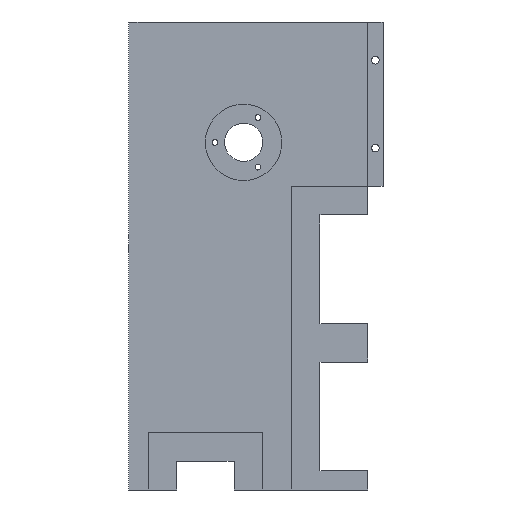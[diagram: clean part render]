
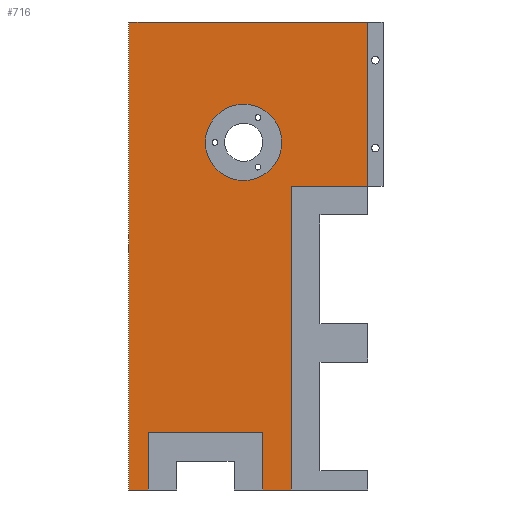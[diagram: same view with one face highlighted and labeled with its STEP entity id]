
A CAD part, front view. The second image highlights one B-rep face of the part: STEP entity #716.
In plain terms, the highlighted planar face has unit normal (0, -1, 0).
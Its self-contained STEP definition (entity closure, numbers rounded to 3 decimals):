
#21=FACE_BOUND('',#120,.T.);
#43=PLANE('',#786);
#76=FACE_OUTER_BOUND('',#119,.T.);
#119=EDGE_LOOP('',(#584,#585,#586,#587,#588,#589,#590,#591,#592,#593));
#120=EDGE_LOOP('',(#594));
#160=LINE('',#1054,#245);
#164=LINE('',#1061,#249);
#176=LINE('',#1086,#261);
#180=LINE('',#1094,#265);
#183=LINE('',#1100,#268);
#192=LINE('',#1117,#277);
#195=LINE('',#1123,#280);
#199=LINE('',#1131,#284);
#200=LINE('',#1133,#285);
#201=LINE('',#1134,#286);
#245=VECTOR('',#864,10.);
#249=VECTOR('',#870,10.);
#261=VECTOR('',#886,10.);
#265=VECTOR('',#892,10.);
#268=VECTOR('',#897,10.);
#277=VECTOR('',#910,10.);
#280=VECTOR('',#917,10.);
#284=VECTOR('',#923,10.);
#285=VECTOR('',#924,10.);
#286=VECTOR('',#925,10.);
#319=CIRCLE('',#769,20.);
#342=VERTEX_POINT('',#1037);
#348=VERTEX_POINT('',#1052);
#349=VERTEX_POINT('',#1053);
#351=VERTEX_POINT('',#1060);
#361=VERTEX_POINT('',#1084);
#362=VERTEX_POINT('',#1085);
#365=VERTEX_POINT('',#1093);
#367=VERTEX_POINT('',#1099);
#373=VERTEX_POINT('',#1115);
#377=VERTEX_POINT('',#1130);
#378=VERTEX_POINT('',#1132);
#412=EDGE_CURVE('',#342,#342,#319,.T.);
#419=EDGE_CURVE('',#348,#349,#160,.T.);
#423=EDGE_CURVE('',#351,#348,#164,.T.);
#435=EDGE_CURVE('',#361,#362,#176,.T.);
#439=EDGE_CURVE('',#365,#361,#180,.T.);
#442=EDGE_CURVE('',#367,#365,#183,.T.);
#451=EDGE_CURVE('',#373,#349,#192,.T.);
#454=EDGE_CURVE('',#351,#362,#195,.T.);
#458=EDGE_CURVE('',#377,#373,#199,.T.);
#459=EDGE_CURVE('',#378,#377,#200,.T.);
#460=EDGE_CURVE('',#367,#378,#201,.T.);
#584=ORIENTED_EDGE('',*,*,#423,.T.);
#585=ORIENTED_EDGE('',*,*,#419,.T.);
#586=ORIENTED_EDGE('',*,*,#451,.F.);
#587=ORIENTED_EDGE('',*,*,#458,.F.);
#588=ORIENTED_EDGE('',*,*,#459,.F.);
#589=ORIENTED_EDGE('',*,*,#460,.F.);
#590=ORIENTED_EDGE('',*,*,#442,.T.);
#591=ORIENTED_EDGE('',*,*,#439,.T.);
#592=ORIENTED_EDGE('',*,*,#435,.T.);
#593=ORIENTED_EDGE('',*,*,#454,.F.);
#594=ORIENTED_EDGE('',*,*,#412,.T.);
#716=ADVANCED_FACE('',(#76,#21),#43,.F.);
#769=AXIS2_PLACEMENT_3D('',#1038,#847,#848);
#786=AXIS2_PLACEMENT_3D('',#1129,#921,#922);
#847=DIRECTION('center_axis',(0.,1.,0.));
#848=DIRECTION('ref_axis',(1.,0.,0.));
#864=DIRECTION('',(1.,0.,0.));
#870=DIRECTION('',(0.,0.,1.));
#886=DIRECTION('',(0.,0.,-1.));
#892=DIRECTION('',(1.,0.,0.));
#897=DIRECTION('',(0.,0.,1.));
#910=DIRECTION('',(0.,0.,-1.));
#917=DIRECTION('',(-1.,0.,0.));
#921=DIRECTION('center_axis',(0.,1.,0.));
#922=DIRECTION('ref_axis',(0.,0.,1.));
#923=DIRECTION('',(1.,0.,0.));
#924=DIRECTION('',(0.,0.,1.));
#925=DIRECTION('',(-1.,0.,0.));
#1037=CARTESIAN_POINT('',(-85.,0.,182.));
#1038=CARTESIAN_POINT('Origin',(-65.,0.,182.));
#1052=CARTESIAN_POINT('',(-40.,0.,159.));
#1053=CARTESIAN_POINT('',(0.,0.,159.));
#1054=CARTESIAN_POINT('',(-51.25,0.,159.));
#1060=CARTESIAN_POINT('',(-40.,0.,0.));
#1061=CARTESIAN_POINT('',(-40.,0.,61.25));
#1084=CARTESIAN_POINT('',(-55.,0.,30.));
#1085=CARTESIAN_POINT('',(-55.,0.,0.));
#1086=CARTESIAN_POINT('',(-55.,0.,76.25));
#1093=CARTESIAN_POINT('',(-115.,0.,30.));
#1094=CARTESIAN_POINT('',(-88.75,0.,30.));
#1099=CARTESIAN_POINT('',(-115.,0.,0.));
#1100=CARTESIAN_POINT('',(-115.,0.,61.25));
#1115=CARTESIAN_POINT('',(0.,0.,245.));
#1117=CARTESIAN_POINT('',(0.,0.,245.));
#1123=CARTESIAN_POINT('',(3.442,0.,0.));
#1129=CARTESIAN_POINT('Origin',(-62.5,0.,122.5));
#1130=CARTESIAN_POINT('',(-125.,0.,245.));
#1131=CARTESIAN_POINT('',(-125.,0.,245.));
#1132=CARTESIAN_POINT('',(-125.,0.,0.));
#1133=CARTESIAN_POINT('',(-125.,0.,-245.));
#1134=CARTESIAN_POINT('',(0.,0.,0.));
